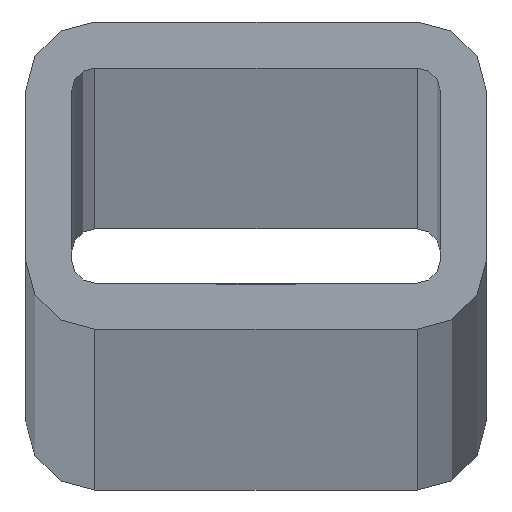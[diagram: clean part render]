
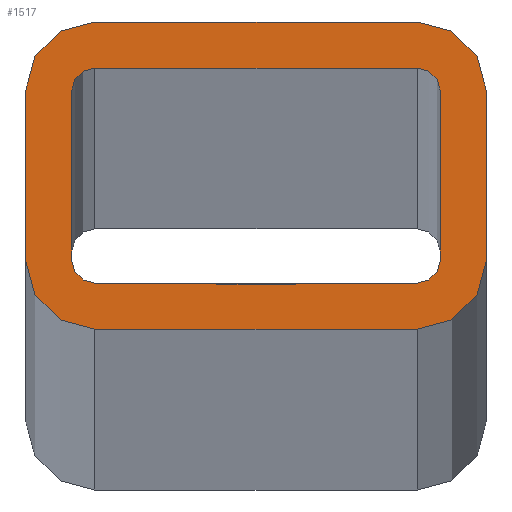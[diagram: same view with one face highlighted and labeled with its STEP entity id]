
A CAD part, top view. The second image highlights one B-rep face of the part: STEP entity #1517.
In plain terms, the highlighted planar face has unit normal (0, 0, 1).
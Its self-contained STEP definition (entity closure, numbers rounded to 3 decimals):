
#120 = LINE ( 'NONE', #11866, #10801 ) ;
#355 = ORIENTED_EDGE ( 'NONE', *, *, #9135, .T. ) ;
#379 = CARTESIAN_POINT ( 'NONE',  ( -15., -5.5, 0. ) ) ;
#380 = DIRECTION ( 'NONE',  ( 0., 0., 1. ) ) ;
#394 = CARTESIAN_POINT ( 'NONE',  ( -10.5, -10., 0. ) ) ;
#472 = ORIENTED_EDGE ( 'NONE', *, *, #12584, .T. ) ;
#525 = VERTEX_POINT ( 'NONE', #4543 ) ;
#607 = ORIENTED_EDGE ( 'NONE', *, *, #4792, .T. ) ;
#692 = AXIS2_PLACEMENT_3D ( 'NONE', #8054, #12225, #1854 ) ;
#698 = VERTEX_POINT ( 'NONE', #9693 ) ;
#747 = VERTEX_POINT ( 'NONE', #7476 ) ;
#755 = CARTESIAN_POINT ( 'NONE',  ( -10.5, -5.5, 0. ) ) ;
#816 = CIRCLE ( 'NONE', #8035, 1.5 ) ;
#928 = DIRECTION ( 'NONE',  ( 1., 0., 0. ) ) ;
#1397 = LINE ( 'NONE', #11840, #2191 ) ;
#1434 = EDGE_CURVE ( 'NONE', #4684, #10221, #6854, .T. ) ;
#1438 = CARTESIAN_POINT ( 'NONE',  ( 15., 10., 0. ) ) ;
#1517 = ADVANCED_FACE ( 'NONE', ( #2639, #10627 ), #6056, .T. ) ;
#1854 = DIRECTION ( 'NONE',  ( 1., 0., 0. ) ) ;
#1878 = DIRECTION ( 'NONE',  ( -1., 0., 0. ) ) ;
#1913 = EDGE_CURVE ( 'NONE', #6416, #5778, #8493, .T. ) ;
#1956 = VERTEX_POINT ( 'NONE', #6991 ) ;
#2153 = VECTOR ( 'NONE', #8041, 1000. ) ;
#2191 = VECTOR ( 'NONE', #5634, 1000. ) ;
#2213 = EDGE_CURVE ( 'NONE', #6488, #6173, #3036, .T. ) ;
#2425 = CARTESIAN_POINT ( 'NONE',  ( 10.5, 5.5, 0. ) ) ;
#2451 = DIRECTION ( 'NONE',  ( 0., 1., 0. ) ) ;
#2494 = CARTESIAN_POINT ( 'NONE',  ( -10.5, 10., 0. ) ) ;
#2615 = LINE ( 'NONE', #3815, #13322 ) ;
#2639 = FACE_BOUND ( 'NONE', #12014, .T. ) ;
#2691 = CIRCLE ( 'NONE', #3672, 1.5 ) ;
#2694 = DIRECTION ( 'NONE',  ( 1., 0., 0. ) ) ;
#2731 = CARTESIAN_POINT ( 'NONE',  ( 12., 5.5, 0. ) ) ;
#2778 = CARTESIAN_POINT ( 'NONE',  ( -15., 10., 0. ) ) ;
#2814 = ORIENTED_EDGE ( 'NONE', *, *, #1913, .F. ) ;
#2821 = VECTOR ( 'NONE', #2451, 1000. ) ;
#2927 = DIRECTION ( 'NONE',  ( 1., 0., 0. ) ) ;
#2994 = VECTOR ( 'NONE', #1878, 1000. ) ;
#3036 = CIRCLE ( 'NONE', #4964, 4.5 ) ;
#3049 = CARTESIAN_POINT ( 'NONE',  ( -10.5, -5.5, 0. ) ) ;
#3065 = ORIENTED_EDGE ( 'NONE', *, *, #1434, .F. ) ;
#3169 = AXIS2_PLACEMENT_3D ( 'NONE', #11148, #11226, #2927 ) ;
#3672 = AXIS2_PLACEMENT_3D ( 'NONE', #6628, #5598, #6585 ) ;
#3815 = CARTESIAN_POINT ( 'NONE',  ( -12., 0., 0. ) ) ;
#4203 = DIRECTION ( 'NONE',  ( 0., 0., 1. ) ) ;
#4274 = AXIS2_PLACEMENT_3D ( 'NONE', #5792, #7923, #7784 ) ;
#4337 = EDGE_CURVE ( 'NONE', #4414, #9234, #2691, .T. ) ;
#4414 = VERTEX_POINT ( 'NONE', #2731 ) ;
#4498 = VERTEX_POINT ( 'NONE', #5153 ) ;
#4543 = CARTESIAN_POINT ( 'NONE',  ( 15., 5.5, 0. ) ) ;
#4684 = VERTEX_POINT ( 'NONE', #12444 ) ;
#4698 = AXIS2_PLACEMENT_3D ( 'NONE', #12001, #13316, #7096 ) ;
#4730 = ORIENTED_EDGE ( 'NONE', *, *, #12308, .F. ) ;
#4792 = EDGE_CURVE ( 'NONE', #698, #7333, #10965, .T. ) ;
#4964 = AXIS2_PLACEMENT_3D ( 'NONE', #3049, #4203, #928 ) ;
#5153 = CARTESIAN_POINT ( 'NONE',  ( -12., 5.5, 0. ) ) ;
#5199 = EDGE_CURVE ( 'NONE', #6173, #7192, #1397, .T. ) ;
#5204 = LINE ( 'NONE', #11685, #11362 ) ;
#5343 = CARTESIAN_POINT ( 'NONE',  ( -10.5, 5.5, 0. ) ) ;
#5517 = VECTOR ( 'NONE', #7593, 1000. ) ;
#5561 = DIRECTION ( 'NONE',  ( 1., 0., 0. ) ) ;
#5598 = DIRECTION ( 'NONE',  ( 0., 0., 1. ) ) ;
#5634 = DIRECTION ( 'NONE',  ( 1., 0., 0. ) ) ;
#5778 = VERTEX_POINT ( 'NONE', #11074 ) ;
#5779 = CARTESIAN_POINT ( 'NONE',  ( -15., 5.5, 0. ) ) ;
#5792 = CARTESIAN_POINT ( 'NONE',  ( 10.5, -5.5, 0. ) ) ;
#6056 = PLANE ( 'NONE',  #4698 ) ;
#6169 = CARTESIAN_POINT ( 'NONE',  ( 12., -5.5, 0. ) ) ;
#6173 = VERTEX_POINT ( 'NONE', #394 ) ;
#6306 = CARTESIAN_POINT ( 'NONE',  ( 10.5, -10., 0. ) ) ;
#6310 = EDGE_CURVE ( 'NONE', #4498, #6416, #2615, .T. ) ;
#6340 = DIRECTION ( 'NONE',  ( 1., 0., 0. ) ) ;
#6416 = VERTEX_POINT ( 'NONE', #9413 ) ;
#6488 = VERTEX_POINT ( 'NONE', #379 ) ;
#6585 = DIRECTION ( 'NONE',  ( 1., 0., 0. ) ) ;
#6607 = CIRCLE ( 'NONE', #3169, 4.5 ) ;
#6628 = CARTESIAN_POINT ( 'NONE',  ( 10.5, 5.5, 0. ) ) ;
#6670 = EDGE_CURVE ( 'NONE', #10221, #4414, #13184, .T. ) ;
#6797 = ORIENTED_EDGE ( 'NONE', *, *, #8578, .T. ) ;
#6854 = CIRCLE ( 'NONE', #4274, 1.5 ) ;
#6902 = CARTESIAN_POINT ( 'NONE',  ( 12., 0., 0. ) ) ;
#6991 = CARTESIAN_POINT ( 'NONE',  ( 15., -5.5, 0. ) ) ;
#7096 = DIRECTION ( 'NONE',  ( 1., 0., 0. ) ) ;
#7189 = DIRECTION ( 'NONE',  ( 0., -1., 0. ) ) ;
#7192 = VERTEX_POINT ( 'NONE', #6306 ) ;
#7245 = ORIENTED_EDGE ( 'NONE', *, *, #5199, .T. ) ;
#7333 = VERTEX_POINT ( 'NONE', #2494 ) ;
#7361 = ORIENTED_EDGE ( 'NONE', *, *, #9558, .F. ) ;
#7476 = CARTESIAN_POINT ( 'NONE',  ( -10.5, 7., 0. ) ) ;
#7504 = CARTESIAN_POINT ( 'NONE',  ( -15., 10., 0. ) ) ;
#7593 = DIRECTION ( 'NONE',  ( 0., -1., 0. ) ) ;
#7784 = DIRECTION ( 'NONE',  ( 1., 0., 0. ) ) ;
#7914 = CIRCLE ( 'NONE', #692, 4.5 ) ;
#7923 = DIRECTION ( 'NONE',  ( 0., 0., 1. ) ) ;
#8004 = DIRECTION ( 'NONE',  ( 0., 0., 1. ) ) ;
#8035 = AXIS2_PLACEMENT_3D ( 'NONE', #5343, #10491, #6340 ) ;
#8041 = DIRECTION ( 'NONE',  ( 0., 1., 0. ) ) ;
#8054 = CARTESIAN_POINT ( 'NONE',  ( -10.5, 5.5, 0. ) ) ;
#8282 = LINE ( 'NONE', #7504, #5517 ) ;
#8484 = ORIENTED_EDGE ( 'NONE', *, *, #11458, .T. ) ;
#8493 = CIRCLE ( 'NONE', #10711, 1.5 ) ;
#8578 = EDGE_CURVE ( 'NONE', #1956, #525, #9508, .T. ) ;
#9135 = EDGE_CURVE ( 'NONE', #7333, #11581, #7914, .T. ) ;
#9173 = ORIENTED_EDGE ( 'NONE', *, *, #2213, .T. ) ;
#9234 = VERTEX_POINT ( 'NONE', #9412 ) ;
#9339 = EDGE_CURVE ( 'NONE', #7192, #1956, #6607, .T. ) ;
#9412 = CARTESIAN_POINT ( 'NONE',  ( 10.5, 7., 0. ) ) ;
#9413 = CARTESIAN_POINT ( 'NONE',  ( -12., -5.5, 0. ) ) ;
#9508 = LINE ( 'NONE', #1438, #2821 ) ;
#9558 = EDGE_CURVE ( 'NONE', #747, #4498, #816, .T. ) ;
#9693 = CARTESIAN_POINT ( 'NONE',  ( 10.5, 10., 0. ) ) ;
#10100 = ORIENTED_EDGE ( 'NONE', *, *, #9339, .T. ) ;
#10214 = CIRCLE ( 'NONE', #13085, 4.5 ) ;
#10221 = VERTEX_POINT ( 'NONE', #6169 ) ;
#10491 = DIRECTION ( 'NONE',  ( 0., 0., 1. ) ) ;
#10627 = FACE_OUTER_BOUND ( 'NONE', #11829, .T. ) ;
#10711 = AXIS2_PLACEMENT_3D ( 'NONE', #755, #8004, #2694 ) ;
#10801 = VECTOR ( 'NONE', #11827, 1000. ) ;
#10965 = LINE ( 'NONE', #2778, #2994 ) ;
#11074 = CARTESIAN_POINT ( 'NONE',  ( -10.5, -7., 0. ) ) ;
#11148 = CARTESIAN_POINT ( 'NONE',  ( 10.5, -5.5, 0. ) ) ;
#11226 = DIRECTION ( 'NONE',  ( 0., 0., 1. ) ) ;
#11362 = VECTOR ( 'NONE', #5561, 1000. ) ;
#11458 = EDGE_CURVE ( 'NONE', #525, #698, #10214, .T. ) ;
#11581 = VERTEX_POINT ( 'NONE', #5779 ) ;
#11685 = CARTESIAN_POINT ( 'NONE',  ( 0., -7., 0. ) ) ;
#11827 = DIRECTION ( 'NONE',  ( -1., 0., 0. ) ) ;
#11829 = EDGE_LOOP ( 'NONE', ( #607, #355, #472, #9173, #7245, #10100, #6797, #8484 ) ) ;
#11840 = CARTESIAN_POINT ( 'NONE',  ( -15., -10., 0. ) ) ;
#11866 = CARTESIAN_POINT ( 'NONE',  ( 0., 7., 0. ) ) ;
#12001 = CARTESIAN_POINT ( 'NONE',  ( 0., 0., 0. ) ) ;
#12014 = EDGE_LOOP ( 'NONE', ( #4730, #12517, #12248, #3065, #12810, #2814, #12836, #7361 ) ) ;
#12225 = DIRECTION ( 'NONE',  ( 0., 0., 1. ) ) ;
#12248 = ORIENTED_EDGE ( 'NONE', *, *, #6670, .F. ) ;
#12308 = EDGE_CURVE ( 'NONE', #9234, #747, #120, .T. ) ;
#12444 = CARTESIAN_POINT ( 'NONE',  ( 10.5, -7., 0. ) ) ;
#12517 = ORIENTED_EDGE ( 'NONE', *, *, #4337, .F. ) ;
#12564 = EDGE_CURVE ( 'NONE', #5778, #4684, #5204, .T. ) ;
#12584 = EDGE_CURVE ( 'NONE', #11581, #6488, #8282, .T. ) ;
#12678 = DIRECTION ( 'NONE',  ( 1., 0., 0. ) ) ;
#12810 = ORIENTED_EDGE ( 'NONE', *, *, #12564, .F. ) ;
#12836 = ORIENTED_EDGE ( 'NONE', *, *, #6310, .F. ) ;
#13085 = AXIS2_PLACEMENT_3D ( 'NONE', #2425, #380, #12678 ) ;
#13184 = LINE ( 'NONE', #6902, #2153 ) ;
#13316 = DIRECTION ( 'NONE',  ( 0., 0., 1. ) ) ;
#13322 = VECTOR ( 'NONE', #7189, 1000. ) ;
